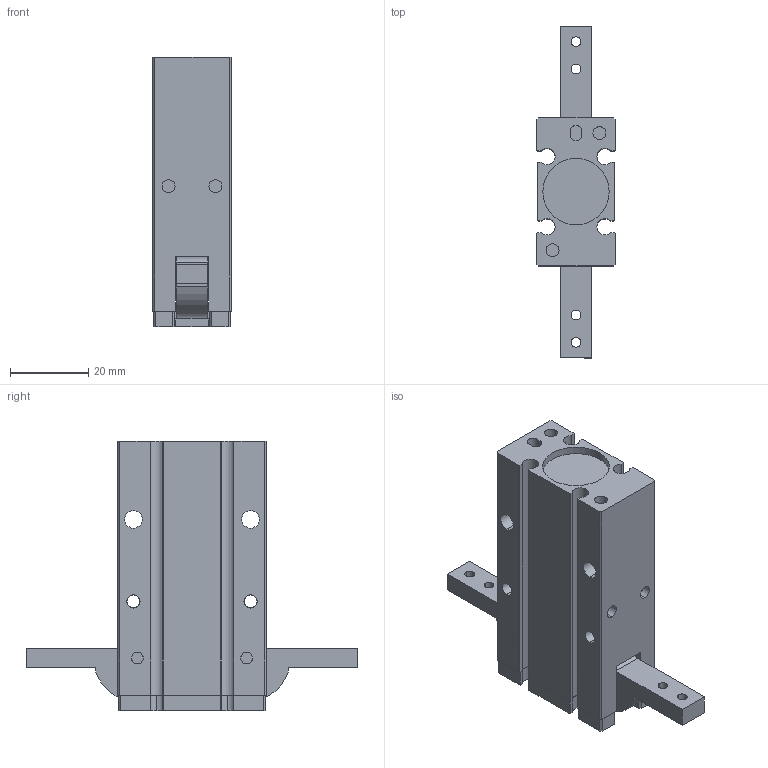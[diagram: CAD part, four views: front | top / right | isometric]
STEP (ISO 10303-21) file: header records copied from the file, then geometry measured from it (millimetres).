
FILE_DESCRIPTION (( 'STEP AP203' ), '1' );
FILE_NAME ('SHR16.STEP', '2022-06-23T08:33:42', ( '微软用户' ), ( '微软中国' ), 'SwSTEP 2.0', 'SolidWorks 2017', '' );
FILE_SCHEMA (( 'CONFIG_CONTROL_DESIGN' ));
Length unit declared in the file: millimetre
Products named in the file (1): SHR16
Bounding box: 20 x 85 x 69 mm (x, y, z)
Volume: 43870 mm3; surface area: 18984 mm2
Topology: 6 solids, 6 shells, 190 faces, 498 edges, 332 vertices
Faces by surface type: plane 108, cylinder 82
Entity records: 5993 total; most frequent: DIRECTION 1044, CARTESIAN_POINT 1021, ORIENTED_EDGE 996, EDGE_CURVE 498, AXIS2_PLACEMENT_3D 355, VECTOR 334, LINE 334, VERTEX_POINT 332
